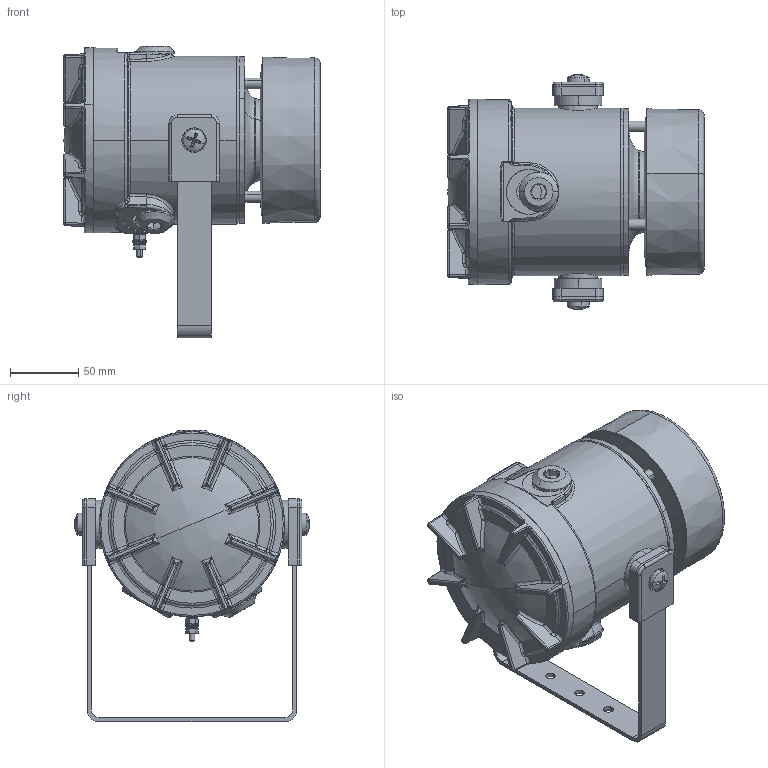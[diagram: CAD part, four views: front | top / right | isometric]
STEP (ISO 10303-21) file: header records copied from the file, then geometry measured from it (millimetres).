
FILE_DESCRIPTION (( 'STEP AP214' ), '1' );
FILE_NAME ('D199-05-021-3D_Issue_1.STEP', '2022-01-19T14:51:24', ( '' ), ( '' ), 'SwSTEP 2.0', 'SolidWorks 2021', '' );
FILE_SCHEMA (( 'AUTOMOTIVE_DESIGN' ));
Length unit declared in the file: millimetre
Products named in the file (19): D2410-3D_Issue_B; Gasket; Radial_Cover; STUD; Sounder_Casting_2D Drawing; D2430-3D_Issue_B; Sounder_Lid; D199-05-021-3D_Issue_1; WASGM5A4; WAM5A4; WASGM8A4; Radial_Nose_Cone; SCNUTM5A4; D2411-3D_Issue_A; Sounder_Enclosure_S110; M20BRASS_Brass; WAM8A4; Radial_Horn; M8 screw
Assembly tree (28 placements, depth 3):
  D199-05-021-3D_Issue_1
    Sounder_Enclosure_S110
      Sounder_Casting_2D Drawing
      D2430-3D_Issue_B
      D2411-3D_Issue_A  x2
      D2410-3D_Issue_B  x2
      WAM8A4  x2
      WASGM8A4  x2
      M8 screw  x2
      STUD
      WASGM5A4  x2
      WAM5A4  x3
      SCNUTM5A4  x2
    Sounder_Lid
    Gasket
    Radial_Horn
    Radial_Cover
    Radial_Nose_Cone
    M20BRASS_Brass  x2
Bounding box: 187.9 x 172.49 x 214 mm (x, y, z)
Volume: 2157683.6 mm3; surface area: 318035.3 mm2
Topology: 27 solids, 28 shells, 1123 faces, 2516 edges, 1462 vertices
Faces by surface type: cylinder 304, plane 236, bspline 197, torus 166, cone 114, sphere 106
Entity records: 33715 total; most frequent: CARTESIAN_POINT 13265, DIRECTION 4122, ORIENTED_EDGE 4074, EDGE_CURVE 2037, AXIS2_PLACEMENT_3D 1823, VERTEX_POINT 1182, CIRCLE 1062, EDGE_LOOP 973
